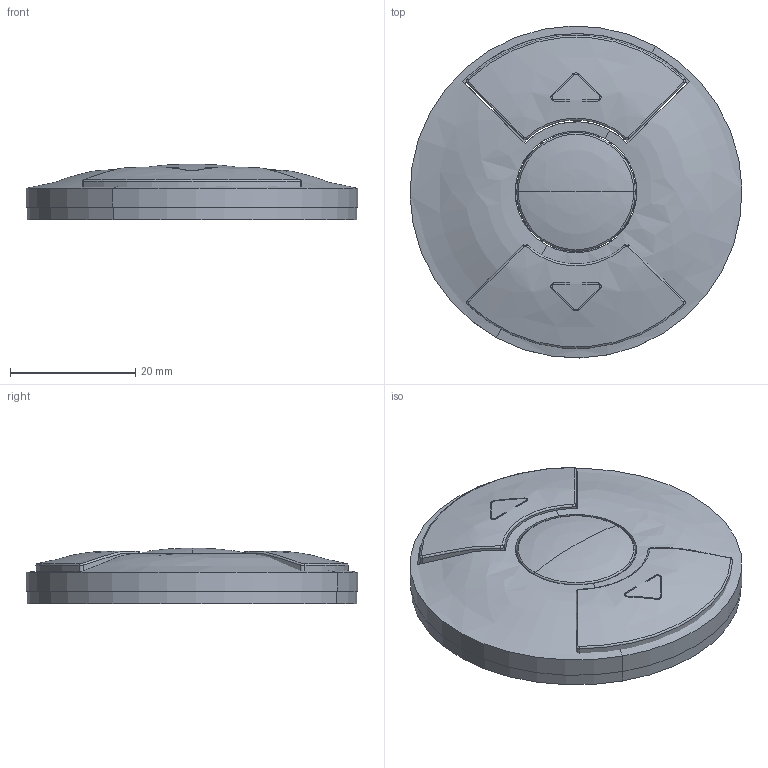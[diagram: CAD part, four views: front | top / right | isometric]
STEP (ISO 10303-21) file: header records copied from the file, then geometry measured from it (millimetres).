
FILE_DESCRIPTION(('CATIA V5 STEP Exchange','CAx-IF Rec.Pracs.--- Model Styling and Organization---1.5--- 2016-08-15','CAx-IF Rec.Pracs.---Supplemental Geometry---1.0---2011-11-01','CAx-IF Rec.Pracs.--- Composite Materials ---1.1---2010-07-15'),'2;1');
FILE_NAME('CB0043s.stp','2023-10-04T13:24:03+00:00',('none'),('none'),'CATIA Version 5-6 Release 2020 SP3','CATIA V5 STEP AP214 v2','none');
FILE_SCHEMA(('AUTOMOTIVE_DESIGN { 1 0 10303 214 1 1 1 1 }'));
Length unit declared in the file: millimetre
Products named in the file (4): CB0043 ; EE02092_A; 0035941; ED10744_A
Assembly tree (3 placements, depth 2):
  CB0043 
    EE02092_A
    0035941
    ED10744_A
Bounding box: 52.99 x 52.99 x 8.86 mm (x, y, z)
Volume: 7061.9 mm3; surface area: 9107.4 mm2
Topology: 3 solids, 3 shells, 378 faces, 1131 edges, 752 vertices
Faces by surface type: plane 189, cylinder 101, revolution 22, bspline 22, cone 20, torus 12, sphere 8, extrusion 4
Entity records: 14752 total; most frequent: CARTESIAN_POINT 5816, ORIENTED_EDGE 2238, DIRECTION 1189, EDGE_CURVE 1119, VERTEX_POINT 752, B_SPLINE_CURVE_WITH_KNOTS 526, AXIS2_PLACEMENT_3D 469, VECTOR 426
